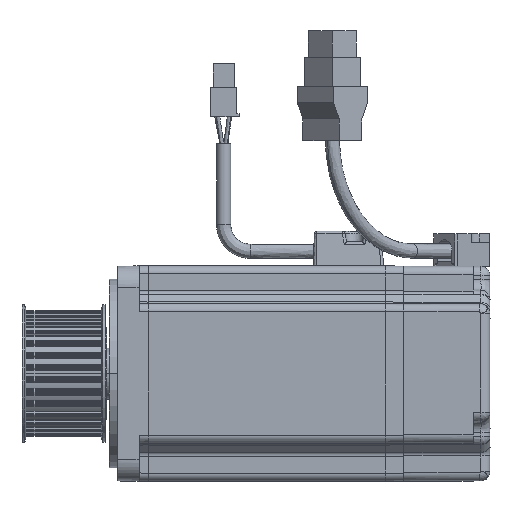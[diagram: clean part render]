
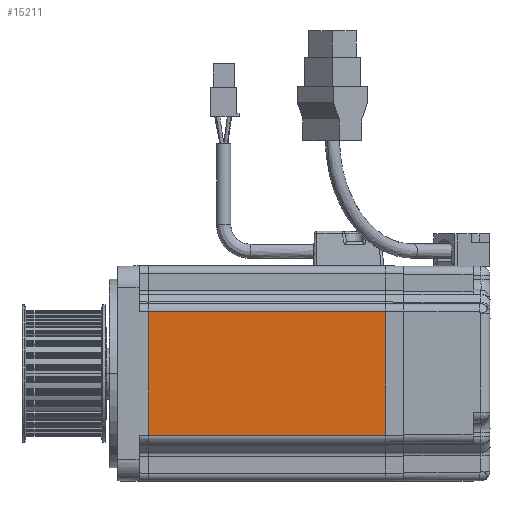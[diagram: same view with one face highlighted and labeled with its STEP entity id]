
A CAD part, top view. The second image highlights one B-rep face of the part: STEP entity #15211.
In plain terms, the highlighted free-form (B-spline) face has degree [1, 1] with [2, 2] control points.
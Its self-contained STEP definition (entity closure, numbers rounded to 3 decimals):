
#201=B_SPLINE_SURFACE_WITH_KNOTS('',1,1,((#25966,#25967),(#25968,#25969)),
 .UNSPECIFIED.,.F.,.F.,.U.,(2,2),(2,2),(2.08,49.92),(-1.76,89.76),
 .UNSPECIFIED.);
#639=B_SPLINE_CURVE_WITH_KNOTS('',3,(#25972,#25973,#25974,#25975,#25976),
 .UNSPECIFIED.,.F.,.U.,(4,1,4),(0.,0.5,1.),.UNSPECIFIED.);
#640=B_SPLINE_CURVE_WITH_KNOTS('',3,(#25980,#25981,#25982,#25983,#25984),
 .UNSPECIFIED.,.F.,.U.,(4,1,4),(0.,0.5,1.),.UNSPECIFIED.);
#1748=VECTOR('',#19608,1.);
#1749=VECTOR('',#19609,1.);
#1750=VECTOR('',#19610,1.);
#1751=VECTOR('',#19611,1.);
#2892=LINE('',#25965,#1748);
#2893=LINE('',#25970,#1749);
#2894=LINE('',#25978,#1750);
#2895=LINE('',#25986,#1751);
#4435=VERTEX_POINT('',#23701);
#4552=VERTEX_POINT('',#25964);
#4553=VERTEX_POINT('',#25971);
#4554=VERTEX_POINT('',#25977);
#4555=VERTEX_POINT('',#25979);
#4556=VERTEX_POINT('',#25985);
#7372=EDGE_CURVE('',#4552,#4435,#2892,.T.);
#7373=EDGE_CURVE('',#4553,#4435,#2893,.T.);
#7374=EDGE_CURVE('',#4554,#4552,#639,.T.);
#7375=EDGE_CURVE('',#4554,#4555,#2894,.T.);
#7376=EDGE_CURVE('',#4555,#4556,#640,.T.);
#7377=EDGE_CURVE('',#4556,#4553,#2895,.T.);
#10901=ORIENTED_EDGE('',*,*,#7373,.T.);
#10902=ORIENTED_EDGE('',*,*,#7372,.F.);
#10903=ORIENTED_EDGE('',*,*,#7374,.F.);
#10904=ORIENTED_EDGE('',*,*,#7375,.T.);
#10905=ORIENTED_EDGE('',*,*,#7376,.T.);
#10906=ORIENTED_EDGE('',*,*,#7377,.T.);
#13388=EDGE_LOOP('',(#10901,#10902,#10903,#10904,#10905,#10906));
#14316=FACE_BOUND('',#13388,.T.);
#15211=ADVANCED_FACE('',(#14316),#201,.T.);
#19608=DIRECTION('',(0.,0.,-1.));
#19609=DIRECTION('',(0.,1.,0.));
#19610=DIRECTION('',(0.,-1.,0.));
#19611=DIRECTION('',(0.,0.,-1.));
#23701=CARTESIAN_POINT('',(40.,23.,0.));
#25964=CARTESIAN_POINT('',(40.,23.,88.));
#25965=CARTESIAN_POINT('',(40.,23.,88.));
#25966=CARTESIAN_POINT('',(40.,-23.92,-1.76));
#25967=CARTESIAN_POINT('',(40.,-23.92,89.76));
#25968=CARTESIAN_POINT('',(40.,23.92,-1.76));
#25969=CARTESIAN_POINT('',(40.,23.92,89.76));
#25970=CARTESIAN_POINT('',(40.,-23.,0.));
#25971=CARTESIAN_POINT('',(40.,-23.,0.));
#25972=CARTESIAN_POINT('',(40.,22.938,88.));
#25973=CARTESIAN_POINT('',(40.,22.948,88.));
#25974=CARTESIAN_POINT('',(40.,22.969,88.));
#25975=CARTESIAN_POINT('',(40.,22.99,88.));
#25976=CARTESIAN_POINT('',(40.,23.,88.));
#25977=CARTESIAN_POINT('',(40.,22.938,88.));
#25978=CARTESIAN_POINT('',(40.,22.938,88.));
#25979=CARTESIAN_POINT('',(40.,-22.938,88.));
#25980=CARTESIAN_POINT('',(40.,-22.938,88.));
#25981=CARTESIAN_POINT('',(40.,-22.948,88.));
#25982=CARTESIAN_POINT('',(40.,-22.969,88.));
#25983=CARTESIAN_POINT('',(40.,-22.99,88.));
#25984=CARTESIAN_POINT('',(40.,-23.,88.));
#25985=CARTESIAN_POINT('',(40.,-23.,88.));
#25986=CARTESIAN_POINT('',(40.,-23.,88.));
